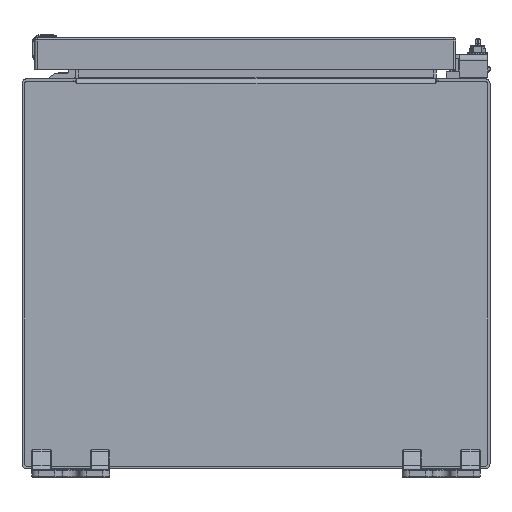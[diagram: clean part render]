
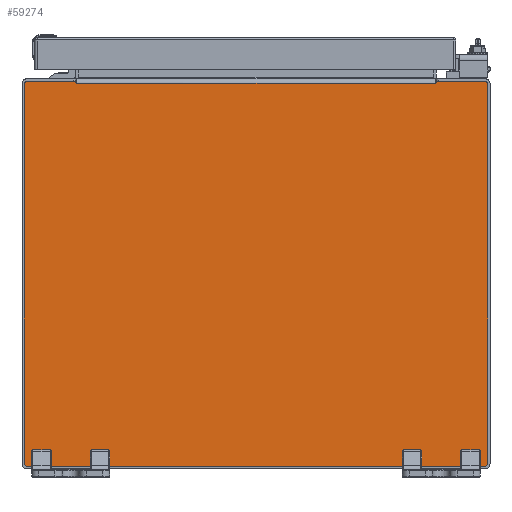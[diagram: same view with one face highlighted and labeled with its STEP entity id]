
A CAD part, front view. The second image highlights one B-rep face of the part: STEP entity #59274.
In plain terms, the highlighted planar face has unit normal (0, -1, 0).
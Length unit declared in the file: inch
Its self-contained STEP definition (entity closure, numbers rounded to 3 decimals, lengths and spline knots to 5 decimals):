
#342 = DIRECTION ( 'NONE',  ( 0., -1., 0. ) ) ;
#728 = VECTOR ( 'NONE', #76808, 39.37008 ) ;
#3001 = CARTESIAN_POINT ( 'NONE',  ( 4.60579, -8., 4.883 ) ) ;
#3105 = EDGE_CURVE ( 'NONE', #84382, #138738, #69966, .T. ) ;
#4180 = VERTEX_POINT ( 'NONE', #51451 ) ;
#4427 = EDGE_CURVE ( 'NONE', #16882, #36835, #149093, .T. ) ;
#8198 = DIRECTION ( 'NONE',  ( 0., -1., 0. ) ) ;
#9575 = DIRECTION ( 'NONE',  ( 0., 0., -1. ) ) ;
#12546 = DIRECTION ( 'NONE',  ( 0., -1., 0. ) ) ;
#12689 = CARTESIAN_POINT ( 'NONE',  ( -5.857, -8., -4.857 ) ) ;
#13799 = VERTEX_POINT ( 'NONE', #109784 ) ;
#14627 = EDGE_CURVE ( 'NONE', #58744, #16882, #144884, .T. ) ;
#16608 = CARTESIAN_POINT ( 'NONE',  ( 0., -8., 4.937 ) ) ;
#16882 = VERTEX_POINT ( 'NONE', #41166 ) ;
#17499 = DIRECTION ( 'NONE',  ( -1., 0., 0. ) ) ;
#18944 = ORIENTED_EDGE ( 'NONE', *, *, #25587, .T. ) ;
#19369 = AXIS2_PLACEMENT_3D ( 'NONE', #21060, #160482, #9575 ) ;
#19376 = DIRECTION ( 'NONE',  ( 0., 0., -1. ) ) ;
#21060 = CARTESIAN_POINT ( 'NONE',  ( 5.857, -8., 4.857 ) ) ;
#21299 = ORIENTED_EDGE ( 'NONE', *, *, #64454, .T. ) ;
#24611 = LINE ( 'NONE', #3001, #95968 ) ;
#24720 = EDGE_CURVE ( 'NONE', #103881, #160830, #67242, .T. ) ;
#25587 = EDGE_CURVE ( 'NONE', #125776, #68539, #115904, .T. ) ;
#26306 = CIRCLE ( 'NONE', #99706, 0.08 ) ;
#27265 = CIRCLE ( 'NONE', #19369, 0.08 ) ;
#31758 = EDGE_CURVE ( 'NONE', #36835, #4180, #103187, .T. ) ;
#33199 = VECTOR ( 'NONE', #19376, 39.37008 ) ;
#33628 = ORIENTED_EDGE ( 'NONE', *, *, #14627, .T. ) ;
#34134 = CARTESIAN_POINT ( 'NONE',  ( 5.937, -8., 4.857 ) ) ;
#34162 = CARTESIAN_POINT ( 'NONE',  ( -5.937, -8., 4.857 ) ) ;
#34580 = ORIENTED_EDGE ( 'NONE', *, *, #101486, .F. ) ;
#35308 = ORIENTED_EDGE ( 'NONE', *, *, #142046, .T. ) ;
#36835 = VERTEX_POINT ( 'NONE', #83721 ) ;
#38598 = FACE_OUTER_BOUND ( 'NONE', #158791, .T. ) ;
#39160 = ORIENTED_EDGE ( 'NONE', *, *, #24720, .T. ) ;
#41166 = CARTESIAN_POINT ( 'NONE',  ( -5.937, -8., -4.857 ) ) ;
#48180 = ORIENTED_EDGE ( 'NONE', *, *, #31758, .T. ) ;
#48641 = DIRECTION ( 'NONE',  ( -1., 0., 0. ) ) ;
#51451 = CARTESIAN_POINT ( 'NONE',  ( 5.857, -8., -4.937 ) ) ;
#52724 = LINE ( 'NONE', #125775, #90700 ) ;
#53802 = CARTESIAN_POINT ( 'NONE',  ( -4.60579, -8., 4.883 ) ) ;
#57389 = VECTOR ( 'NONE', #151773, 39.37008 ) ;
#58744 = VERTEX_POINT ( 'NONE', #34162 ) ;
#59274 = ADVANCED_FACE ( 'NONE', ( #38598 ), #123149, .T. ) ;
#60765 = DIRECTION ( 'NONE',  ( 0., 0., -1. ) ) ;
#62662 = AXIS2_PLACEMENT_3D ( 'NONE', #12689, #342, #111972 ) ;
#63817 = EDGE_CURVE ( 'NONE', #76263, #96790, #24611, .T. ) ;
#64186 = DIRECTION ( 'NONE',  ( 0., 0., -1. ) ) ;
#64454 = EDGE_CURVE ( 'NONE', #96790, #13799, #77271, .T. ) ;
#65341 = DIRECTION ( 'NONE',  ( -1., 0., 0. ) ) ;
#65434 = DIRECTION ( 'NONE',  ( 1., 0., 0. ) ) ;
#67242 = LINE ( 'NONE', #105001, #57389 ) ;
#68539 = VERTEX_POINT ( 'NONE', #155579 ) ;
#68588 = CIRCLE ( 'NONE', #115788, 0.08 ) ;
#69927 = CARTESIAN_POINT ( 'NONE',  ( -4.61836, -8., 4.91 ) ) ;
#69966 = LINE ( 'NONE', #156106, #123044 ) ;
#72348 = LINE ( 'NONE', #69927, #151189 ) ;
#72450 = ORIENTED_EDGE ( 'NONE', *, *, #151172, .T. ) ;
#73330 = ORIENTED_EDGE ( 'NONE', *, *, #138512, .T. ) ;
#73865 = CARTESIAN_POINT ( 'NONE',  ( 0., -8., 0. ) ) ;
#76263 = VERTEX_POINT ( 'NONE', #137180 ) ;
#76808 = DIRECTION ( 'NONE',  ( 1., 0., 0. ) ) ;
#76939 = VECTOR ( 'NONE', #65434, 39.37008 ) ;
#77069 = CARTESIAN_POINT ( 'NONE',  ( -4.6136, -8., 4.883 ) ) ;
#77271 = LINE ( 'NONE', #127302, #153537 ) ;
#80410 = CARTESIAN_POINT ( 'NONE',  ( 5.857, -8., 4.937 ) ) ;
#83721 = CARTESIAN_POINT ( 'NONE',  ( -5.857, -8., -4.937 ) ) ;
#84382 = VERTEX_POINT ( 'NONE', #80410 ) ;
#90204 = CARTESIAN_POINT ( 'NONE',  ( 5.937, -8., -4.857 ) ) ;
#90700 = VECTOR ( 'NONE', #138877, 39.37008 ) ;
#91566 = ORIENTED_EDGE ( 'NONE', *, *, #110575, .F. ) ;
#95968 = VECTOR ( 'NONE', #65341, 39.37008 ) ;
#96790 = VERTEX_POINT ( 'NONE', #135052 ) ;
#97798 = DIRECTION ( 'NONE',  ( 0.174, 0., -0.985 ) ) ;
#98691 = ORIENTED_EDGE ( 'NONE', *, *, #126903, .T. ) ;
#99706 = AXIS2_PLACEMENT_3D ( 'NONE', #106678, #8198, #156678 ) ;
#99761 = VERTEX_POINT ( 'NONE', #77069 ) ;
#101486 = EDGE_CURVE ( 'NONE', #99761, #13799, #114565, .T. ) ;
#102766 = CARTESIAN_POINT ( 'NONE',  ( 4.62312, -8., 4.937 ) ) ;
#103187 = LINE ( 'NONE', #160867, #76939 ) ;
#103881 = VERTEX_POINT ( 'NONE', #90204 ) ;
#104970 = VECTOR ( 'NONE', #132233, 39.37008 ) ;
#105001 = CARTESIAN_POINT ( 'NONE',  ( 5.937, -8., 0. ) ) ;
#106678 = CARTESIAN_POINT ( 'NONE',  ( 5.857, -8., -4.857 ) ) ;
#107428 = CARTESIAN_POINT ( 'NONE',  ( -4.62312, -8., 4.937 ) ) ;
#109784 = CARTESIAN_POINT ( 'NONE',  ( -4.598, -8., 4.883 ) ) ;
#110575 = EDGE_CURVE ( 'NONE', #125776, #99761, #72348, .T. ) ;
#111972 = DIRECTION ( 'NONE',  ( 0., 0., -1. ) ) ;
#114565 = LINE ( 'NONE', #53802, #728 ) ;
#115788 = AXIS2_PLACEMENT_3D ( 'NONE', #124960, #12546, #64186 ) ;
#115904 = LINE ( 'NONE', #16608, #104970 ) ;
#116004 = ORIENTED_EDGE ( 'NONE', *, *, #63817, .T. ) ;
#121130 = CARTESIAN_POINT ( 'NONE',  ( -5.937, -8., 0. ) ) ;
#123044 = VECTOR ( 'NONE', #17499, 39.37008 ) ;
#123149 = PLANE ( 'NONE',  #159693 ) ;
#124960 = CARTESIAN_POINT ( 'NONE',  ( -5.857, -8., 4.857 ) ) ;
#125775 = CARTESIAN_POINT ( 'NONE',  ( 4.61836, -8., 4.91 ) ) ;
#125776 = VERTEX_POINT ( 'NONE', #107428 ) ;
#126903 = EDGE_CURVE ( 'NONE', #4180, #103881, #26306, .T. ) ;
#127302 = CARTESIAN_POINT ( 'NONE',  ( 0., -8., 4.883 ) ) ;
#132233 = DIRECTION ( 'NONE',  ( -1., 0., 0. ) ) ;
#135052 = CARTESIAN_POINT ( 'NONE',  ( 4.598, -8., 4.883 ) ) ;
#137180 = CARTESIAN_POINT ( 'NONE',  ( 4.6136, -8., 4.883 ) ) ;
#138512 = EDGE_CURVE ( 'NONE', #68539, #58744, #68588, .T. ) ;
#138738 = VERTEX_POINT ( 'NONE', #102766 ) ;
#138877 = DIRECTION ( 'NONE',  ( -0.174, 0., -0.985 ) ) ;
#142046 = EDGE_CURVE ( 'NONE', #160830, #84382, #27265, .T. ) ;
#144884 = LINE ( 'NONE', #121130, #33199 ) ;
#149093 = CIRCLE ( 'NONE', #62662, 0.08 ) ;
#151172 = EDGE_CURVE ( 'NONE', #138738, #76263, #52724, .T. ) ;
#151189 = VECTOR ( 'NONE', #97798, 39.37008 ) ;
#151757 = DIRECTION ( 'NONE',  ( 0., -1., 0. ) ) ;
#151773 = DIRECTION ( 'NONE',  ( 0., 0., 1. ) ) ;
#152552 = ORIENTED_EDGE ( 'NONE', *, *, #3105, .T. ) ;
#153537 = VECTOR ( 'NONE', #48641, 39.37008 ) ;
#155579 = CARTESIAN_POINT ( 'NONE',  ( -5.857, -8., 4.937 ) ) ;
#156106 = CARTESIAN_POINT ( 'NONE',  ( 0., -8., 4.937 ) ) ;
#156678 = DIRECTION ( 'NONE',  ( 0., 0., -1. ) ) ;
#158791 = EDGE_LOOP ( 'NONE', ( #18944, #73330, #33628, #160793, #48180, #98691, #39160, #35308, #152552, #72450, #116004, #21299, #34580, #91566 ) ) ;
#159693 = AXIS2_PLACEMENT_3D ( 'NONE', #73865, #151757, #60765 ) ;
#160482 = DIRECTION ( 'NONE',  ( 0., -1., 0. ) ) ;
#160793 = ORIENTED_EDGE ( 'NONE', *, *, #4427, .T. ) ;
#160830 = VERTEX_POINT ( 'NONE', #34134 ) ;
#160867 = CARTESIAN_POINT ( 'NONE',  ( 0., -8., -4.937 ) ) ;
